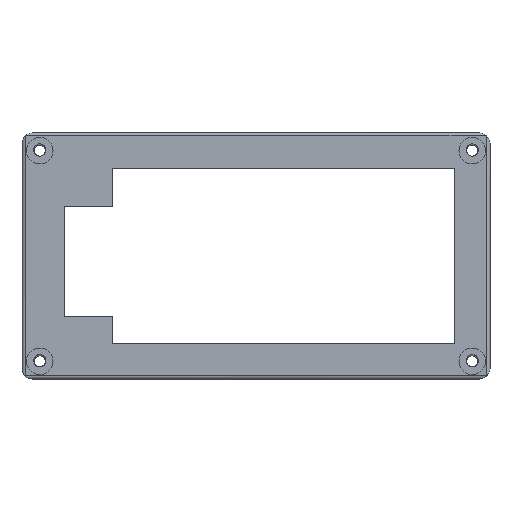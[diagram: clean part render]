
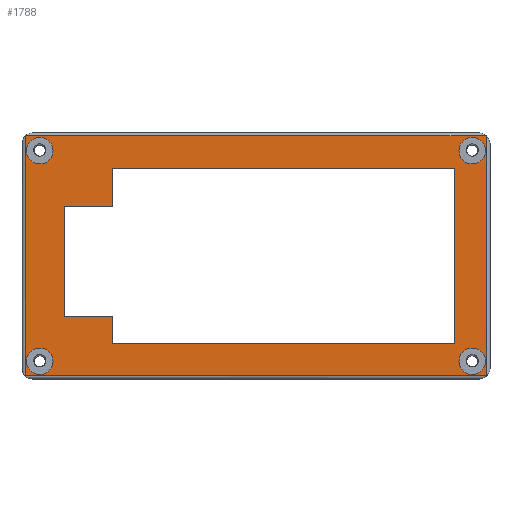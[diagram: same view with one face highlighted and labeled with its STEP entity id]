
A CAD part, top view. The second image highlights one B-rep face of the part: STEP entity #1788.
In plain terms, the highlighted planar face has unit normal (0, 0, 1).
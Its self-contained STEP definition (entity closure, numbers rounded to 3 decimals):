
#23=FACE_BOUND('',#209,.T.);
#24=FACE_BOUND('',#210,.T.);
#25=FACE_BOUND('',#211,.T.);
#26=FACE_BOUND('',#212,.T.);
#27=FACE_BOUND('',#213,.T.);
#37=PLANE('',#1909);
#110=FACE_OUTER_BOUND('',#208,.T.);
#208=EDGE_LOOP('',(#1325,#1326,#1327,#1328,#1329,#1330));
#209=EDGE_LOOP('',(#1331,#1332,#1333,#1334,#1335,#1336,#1337,#1338));
#210=EDGE_LOOP('',(#1339));
#211=EDGE_LOOP('',(#1340));
#212=EDGE_LOOP('',(#1341));
#213=EDGE_LOOP('',(#1342));
#286=CIRCLE('',#1903,2.54);
#289=CIRCLE('',#1907,2.725);
#290=CIRCLE('',#1910,3.);
#291=CIRCLE('',#1911,3.);
#292=CIRCLE('',#1912,3.);
#293=CIRCLE('',#1913,3.);
#492=LINE('',#4008,#599);
#493=LINE('',#4011,#600);
#494=LINE('',#4012,#601);
#495=LINE('',#4013,#602);
#496=LINE('',#4016,#603);
#497=LINE('',#4018,#604);
#498=LINE('',#4020,#605);
#499=LINE('',#4022,#606);
#500=LINE('',#4024,#607);
#501=LINE('',#4026,#608);
#502=LINE('',#4028,#609);
#503=LINE('',#4029,#610);
#599=VECTOR('',#2158,10.);
#600=VECTOR('',#2161,10.);
#601=VECTOR('',#2162,10.);
#602=VECTOR('',#2163,10.);
#603=VECTOR('',#2164,10.);
#604=VECTOR('',#2165,10.);
#605=VECTOR('',#2166,10.);
#606=VECTOR('',#2167,10.);
#607=VECTOR('',#2168,10.);
#608=VECTOR('',#2169,10.);
#609=VECTOR('',#2170,10.);
#610=VECTOR('',#2171,10.);
#782=VERTEX_POINT('',#3915);
#786=VERTEX_POINT('',#3934);
#792=VERTEX_POINT('',#3960);
#793=VERTEX_POINT('',#3973);
#796=VERTEX_POINT('',#3999);
#797=VERTEX_POINT('',#4010);
#798=VERTEX_POINT('',#4014);
#799=VERTEX_POINT('',#4015);
#800=VERTEX_POINT('',#4017);
#801=VERTEX_POINT('',#4019);
#802=VERTEX_POINT('',#4021);
#803=VERTEX_POINT('',#4023);
#804=VERTEX_POINT('',#4025);
#805=VERTEX_POINT('',#4027);
#806=VERTEX_POINT('',#4030);
#807=VERTEX_POINT('',#4032);
#808=VERTEX_POINT('',#4034);
#809=VERTEX_POINT('',#4036);
#1003=EDGE_CURVE('',#782,#786,#286,.T.);
#1009=EDGE_CURVE('',#793,#792,#289,.T.);
#1014=EDGE_CURVE('',#786,#796,#492,.T.);
#1015=EDGE_CURVE('',#796,#797,#493,.T.);
#1016=EDGE_CURVE('',#797,#793,#494,.T.);
#1017=EDGE_CURVE('',#782,#792,#495,.T.);
#1018=EDGE_CURVE('',#798,#799,#496,.T.);
#1019=EDGE_CURVE('',#799,#800,#497,.T.);
#1020=EDGE_CURVE('',#800,#801,#498,.T.);
#1021=EDGE_CURVE('',#801,#802,#499,.T.);
#1022=EDGE_CURVE('',#802,#803,#500,.T.);
#1023=EDGE_CURVE('',#803,#804,#501,.T.);
#1024=EDGE_CURVE('',#804,#805,#502,.T.);
#1025=EDGE_CURVE('',#805,#798,#503,.T.);
#1026=EDGE_CURVE('',#806,#806,#290,.T.);
#1027=EDGE_CURVE('',#807,#807,#291,.T.);
#1028=EDGE_CURVE('',#808,#808,#292,.T.);
#1029=EDGE_CURVE('',#809,#809,#293,.T.);
#1325=ORIENTED_EDGE('',*,*,#1003,.T.);
#1326=ORIENTED_EDGE('',*,*,#1014,.T.);
#1327=ORIENTED_EDGE('',*,*,#1015,.T.);
#1328=ORIENTED_EDGE('',*,*,#1016,.T.);
#1329=ORIENTED_EDGE('',*,*,#1009,.T.);
#1330=ORIENTED_EDGE('',*,*,#1017,.F.);
#1331=ORIENTED_EDGE('',*,*,#1018,.T.);
#1332=ORIENTED_EDGE('',*,*,#1019,.T.);
#1333=ORIENTED_EDGE('',*,*,#1020,.T.);
#1334=ORIENTED_EDGE('',*,*,#1021,.T.);
#1335=ORIENTED_EDGE('',*,*,#1022,.T.);
#1336=ORIENTED_EDGE('',*,*,#1023,.T.);
#1337=ORIENTED_EDGE('',*,*,#1024,.T.);
#1338=ORIENTED_EDGE('',*,*,#1025,.T.);
#1339=ORIENTED_EDGE('',*,*,#1026,.T.);
#1340=ORIENTED_EDGE('',*,*,#1027,.T.);
#1341=ORIENTED_EDGE('',*,*,#1028,.T.);
#1342=ORIENTED_EDGE('',*,*,#1029,.T.);
#1788=ADVANCED_FACE('',(#110,#23,#24,#25,#26,#27),#37,.T.);
#1903=AXIS2_PLACEMENT_3D('',#3949,#2143,#2144);
#1907=AXIS2_PLACEMENT_3D('',#3974,#2153,#2154);
#1909=AXIS2_PLACEMENT_3D('',#4009,#2159,#2160);
#1910=AXIS2_PLACEMENT_3D('',#4031,#2172,#2173);
#1911=AXIS2_PLACEMENT_3D('',#4033,#2174,#2175);
#1912=AXIS2_PLACEMENT_3D('',#4035,#2176,#2177);
#1913=AXIS2_PLACEMENT_3D('',#4037,#2178,#2179);
#2143=DIRECTION('center_axis',(0.,0.,1.));
#2144=DIRECTION('ref_axis',(-1.,0.016,0.));
#2153=DIRECTION('center_axis',(0.,0.,1.));
#2154=DIRECTION('ref_axis',(0.08,0.997,0.));
#2158=DIRECTION('',(0.,-1.,0.));
#2159=DIRECTION('center_axis',(0.,0.,1.));
#2160=DIRECTION('ref_axis',(1.,0.,0.));
#2161=DIRECTION('',(1.,0.,0.));
#2162=DIRECTION('',(0.,1.,0.));
#2163=DIRECTION('',(1.,0.,0.));
#2164=DIRECTION('',(1.,0.,0.));
#2165=DIRECTION('',(0.,-1.,0.));
#2166=DIRECTION('',(-1.,0.,0.));
#2167=DIRECTION('',(0.,1.,0.));
#2168=DIRECTION('',(-1.,0.,0.));
#2169=DIRECTION('',(0.,1.,0.));
#2170=DIRECTION('',(1.,0.,0.));
#2171=DIRECTION('',(0.,1.,0.));
#2172=DIRECTION('center_axis',(0.,0.,-1.));
#2173=DIRECTION('ref_axis',(-1.,0.,0.));
#2174=DIRECTION('center_axis',(0.,0.,-1.));
#2175=DIRECTION('ref_axis',(-1.,0.,0.));
#2176=DIRECTION('center_axis',(0.,0.,-1.));
#2177=DIRECTION('ref_axis',(-1.,0.,0.));
#2178=DIRECTION('center_axis',(0.,0.,-1.));
#2179=DIRECTION('ref_axis',(-1.,0.,0.));
#3915=CARTESIAN_POINT('',(54.298,-45.191,13.95));
#3934=CARTESIAN_POINT('',(54.251,-45.237,13.95));
#3949=CARTESIAN_POINT('Origin',(56.04,-47.04,13.95));
#3960=CARTESIAN_POINT('',(158.107,-45.191,13.95));
#3973=CARTESIAN_POINT('',(158.25,-45.33,13.95));
#3974=CARTESIAN_POINT('Origin',(156.283,-47.217,13.95));
#3999=CARTESIAN_POINT('',(54.25,-99.25,13.95));
#4008=CARTESIAN_POINT('',(54.251,-104.,13.95));
#4009=CARTESIAN_POINT('Origin',(106.25,-72.25,13.95));
#4010=CARTESIAN_POINT('',(158.25,-99.25,13.95));
#4011=CARTESIAN_POINT('',(53.5,-99.25,13.95));
#4012=CARTESIAN_POINT('',(158.25,-104.,13.95));
#4013=CARTESIAN_POINT('',(53.5,-45.191,13.95));
#4014=CARTESIAN_POINT('',(73.896,-52.5,13.95));
#4015=CARTESIAN_POINT('',(151.,-52.5,13.95));
#4016=CARTESIAN_POINT('',(83.875,-52.5,13.95));
#4017=CARTESIAN_POINT('',(151.,-92.,13.95));
#4018=CARTESIAN_POINT('',(151.,-62.375,13.95));
#4019=CARTESIAN_POINT('',(73.896,-92.,13.95));
#4020=CARTESIAN_POINT('',(128.625,-92.,13.95));
#4021=CARTESIAN_POINT('',(73.896,-85.945,13.95));
#4022=CARTESIAN_POINT('',(73.896,-92.,13.95));
#4023=CARTESIAN_POINT('',(63.,-85.945,13.95));
#4024=CARTESIAN_POINT('',(90.073,-85.945,13.95));
#4025=CARTESIAN_POINT('',(63.,-61.,13.95));
#4026=CARTESIAN_POINT('',(63.,-79.098,13.95));
#4027=CARTESIAN_POINT('',(73.896,-61.,13.95));
#4028=CARTESIAN_POINT('',(84.625,-61.,13.95));
#4029=CARTESIAN_POINT('',(73.896,-92.,13.95));
#4030=CARTESIAN_POINT('',(60.5,-48.5,13.95));
#4031=CARTESIAN_POINT('Origin',(57.5,-48.5,13.95));
#4032=CARTESIAN_POINT('',(60.5,-96.,13.95));
#4033=CARTESIAN_POINT('Origin',(57.5,-96.,13.95));
#4034=CARTESIAN_POINT('',(158.,-48.5,13.95));
#4035=CARTESIAN_POINT('Origin',(155.,-48.5,13.95));
#4036=CARTESIAN_POINT('',(158.,-96.,13.95));
#4037=CARTESIAN_POINT('Origin',(155.,-96.,13.95));
